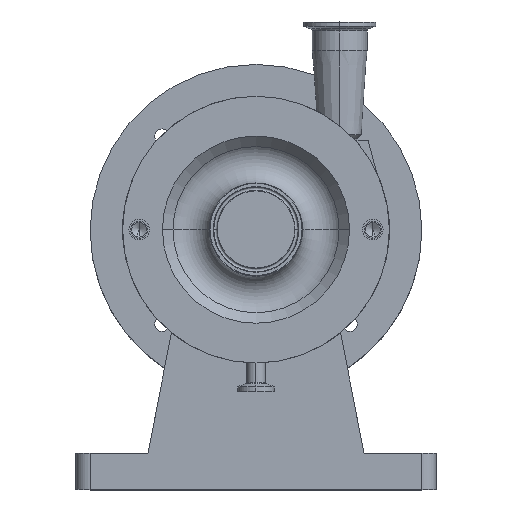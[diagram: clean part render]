
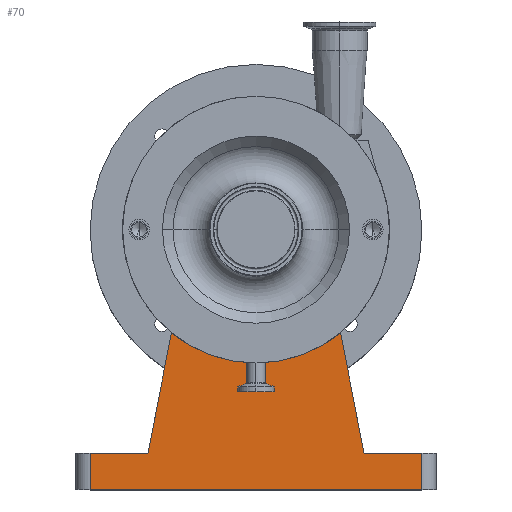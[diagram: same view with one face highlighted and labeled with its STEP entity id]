
A CAD part, top view. The second image highlights one B-rep face of the part: STEP entity #70.
In plain terms, the highlighted planar face has unit normal (0, 0, 1).
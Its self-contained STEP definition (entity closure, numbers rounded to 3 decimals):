
#2 = VERTEX_POINT ( 'NONE', #8716 ) ;
#18 = EDGE_CURVE ( 'NONE', #7193, #2, #8795, .T. ) ;
#26 = VERTEX_POINT ( 'NONE', #100 ) ;
#34 = EDGE_CURVE ( 'NONE', #26, #7170, #89, .T. ) ;
#39 = ORIENTED_EDGE ( 'NONE', *, *, #7273, .T. ) ;
#48 = EDGE_LOOP ( 'NONE', ( #6944, #39, #79, #81, #63, #72, #61, #76 ) ) ;
#61 = ORIENTED_EDGE ( 'NONE', *, *, #7973, .T. ) ;
#63 = ORIENTED_EDGE ( 'NONE', *, *, #34, .F. ) ;
#70 = ADVANCED_FACE ( 'NONE', ( #174 ), #175, .F. ) ;
#72 = ORIENTED_EDGE ( 'NONE', *, *, #335, .T. ) ;
#76 = ORIENTED_EDGE ( 'NONE', *, *, #1325, .T. ) ;
#79 = ORIENTED_EDGE ( 'NONE', *, *, #7514, .T. ) ;
#81 = ORIENTED_EDGE ( 'NONE', *, *, #7156, .T. ) ;
#86 = DIRECTION ( 'NONE',  ( 1., 0., 0. ) ) ;
#87 = VECTOR ( 'NONE', #86, 1000. ) ;
#88 = CARTESIAN_POINT ( 'NONE',  ( 125., -155., 125. ) ) ;
#89 = LINE ( 'NONE', #88, #87 ) ;
#100 = CARTESIAN_POINT ( 'NONE',  ( 74.91, -155., 125. ) ) ;
#116 = CARTESIAN_POINT ( 'NONE',  ( 125., -155., 125. ) ) ;
#156 = DIRECTION ( 'NONE',  ( -1., 0., 0. ) ) ;
#157 = DIRECTION ( 'NONE',  ( 0., 0., -1. ) ) ;
#160 = AXIS2_PLACEMENT_3D ( 'NONE', #116, #157, #156 ) ;
#174 = FACE_OUTER_BOUND ( 'NONE', #48, .T. ) ;
#175 = PLANE ( 'NONE',  #160 ) ;
#188 = DIRECTION ( 'NONE',  ( -0.191, -0.982, 0. ) ) ;
#189 = VECTOR ( 'NONE', #188, 1000. ) ;
#190 = CARTESIAN_POINT ( 'NONE',  ( -47.697, -15., 125. ) ) ;
#192 = LINE ( 'NONE', #190, #189 ) ;
#197 = DIRECTION ( 'NONE',  ( -0.191, 0.982, 0. ) ) ;
#198 = VECTOR ( 'NONE', #197, 1000. ) ;
#199 = CARTESIAN_POINT ( 'NONE',  ( 74.91, -155., 125. ) ) ;
#200 = LINE ( 'NONE', #199, #198 ) ;
#335 = EDGE_CURVE ( 'NONE', #26, #7961, #200, .T. ) ;
#1325 = EDGE_CURVE ( 'NONE', #7988, #2, #192, .T. ) ;
#2935 = CARTESIAN_POINT ( 'NONE',  ( 115., -180., 125. ) ) ;
#2939 = CARTESIAN_POINT ( 'NONE',  ( 115., -155., 125. ) ) ;
#2941 = LINE ( 'NONE', #2939, #2993 ) ;
#2968 = CARTESIAN_POINT ( 'NONE',  ( 115., -155., 125. ) ) ;
#2988 = DIRECTION ( 'NONE',  ( 0., 1., 0. ) ) ;
#2993 = VECTOR ( 'NONE', #2988, 1000. ) ;
#3012 = CARTESIAN_POINT ( 'NONE',  ( -115., -180., 125. ) ) ;
#3021 = CARTESIAN_POINT ( 'NONE',  ( -115., -155., 125. ) ) ;
#3067 = DIRECTION ( 'NONE',  ( 0., -1., 0. ) ) ;
#3068 = VECTOR ( 'NONE', #3067, 1000. ) ;
#3069 = CARTESIAN_POINT ( 'NONE',  ( -115., -155., 125. ) ) ;
#3090 = LINE ( 'NONE', #3069, #3068 ) ;
#3478 = VECTOR ( 'NONE', #3542, 1000. ) ;
#3479 = CARTESIAN_POINT ( 'NONE',  ( 125., -180., 125. ) ) ;
#3482 = LINE ( 'NONE', #3479, #3478 ) ;
#3542 = DIRECTION ( 'NONE',  ( 1., 0., 0. ) ) ;
#4464 = AXIS2_PLACEMENT_3D ( 'NONE', #4520, #4510, #4509 ) ;
#4470 = CIRCLE ( 'NONE', #4464, 50. ) ;
#4477 = CARTESIAN_POINT ( 'NONE',  ( 47.697, -15., 125. ) ) ;
#4509 = DIRECTION ( 'NONE',  ( 1., 0., 0. ) ) ;
#4510 = DIRECTION ( 'NONE',  ( 0., 0., -1. ) ) ;
#4520 = CARTESIAN_POINT ( 'NONE',  ( 0., 0., 125. ) ) ;
#4545 = CARTESIAN_POINT ( 'NONE',  ( -47.697, -15., 125. ) ) ;
#6944 = ORIENTED_EDGE ( 'NONE', *, *, #18, .F. ) ;
#7151 = VERTEX_POINT ( 'NONE', #2935 ) ;
#7156 = EDGE_CURVE ( 'NONE', #7151, #7170, #2941, .T. ) ;
#7170 = VERTEX_POINT ( 'NONE', #2968 ) ;
#7193 = VERTEX_POINT ( 'NONE', #3021 ) ;
#7194 = VERTEX_POINT ( 'NONE', #3012 ) ;
#7273 = EDGE_CURVE ( 'NONE', #7193, #7194, #3090, .T. ) ;
#7514 = EDGE_CURVE ( 'NONE', #7194, #7151, #3482, .T. ) ;
#7961 = VERTEX_POINT ( 'NONE', #4477 ) ;
#7973 = EDGE_CURVE ( 'NONE', #7961, #7988, #4470, .T. ) ;
#7988 = VERTEX_POINT ( 'NONE', #4545 ) ;
#8716 = CARTESIAN_POINT ( 'NONE',  ( -74.91, -155., 125. ) ) ;
#8795 = LINE ( 'NONE', #8801, #8800 ) ;
#8799 = DIRECTION ( 'NONE',  ( 1., 0., 0. ) ) ;
#8800 = VECTOR ( 'NONE', #8799, 1000. ) ;
#8801 = CARTESIAN_POINT ( 'NONE',  ( 125., -155., 125. ) ) ;
